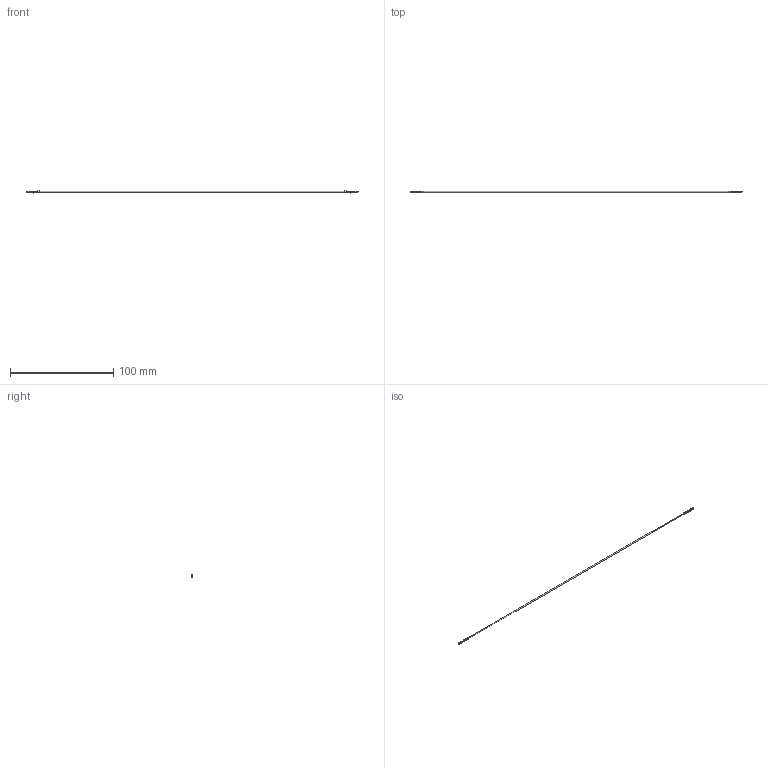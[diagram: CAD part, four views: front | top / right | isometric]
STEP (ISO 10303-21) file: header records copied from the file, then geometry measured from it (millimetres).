
FILE_DESCRIPTION(/* description */ ('Unknown'),/* implementation_level */ '2;1');
FILE_NAME(/* name */ '626626620030',/* time_stamp */ '2023-11-29T09:27:22+01:00',/* author */ ('Unknown'),/* organization */ ('Unknown'),/* preprocessor_version */ 'ST-DEVELOPER v18.102',/* originating_system */ 'Solid Edge',/* authorisation */ 'Unknown');
FILE_SCHEMA (('AUTOMOTIVE_DESIGN {1 0 10303 214 3 1 1}'));
Length unit declared in the file: millimetre
Products named in the file (4): 626626620030; Wire 20AWG black; 62600613722_DEC; 62600613722_DEC_mir
Assembly tree (3 placements, depth 2):
  626626620030
    Wire 20AWG black
    62600613722_DEC
    62600613722_DEC_mir
Bounding box: 321.68 x 1.88 x 2.01 mm (x, y, z)
Volume: 302.4 mm3; surface area: 1230.1 mm2
Topology: 3 solids, 3 shells, 461 faces, 1257 edges, 812 vertices
Faces by surface type: plane 230, cylinder 139, bspline 52, torus 40
Full cylindrical faces by diameter (mm): 0.4 x4, 0.7 x2, 1.1 x1
Entity records: 14953 total; most frequent: CARTESIAN_POINT 3757, ORIENTED_EDGE 2416, DIRECTION 2058, EDGE_CURVE 1208, VERTEX_POINT 794, LINE 776, VECTOR 776, AXIS2_PLACEMENT_3D 641
